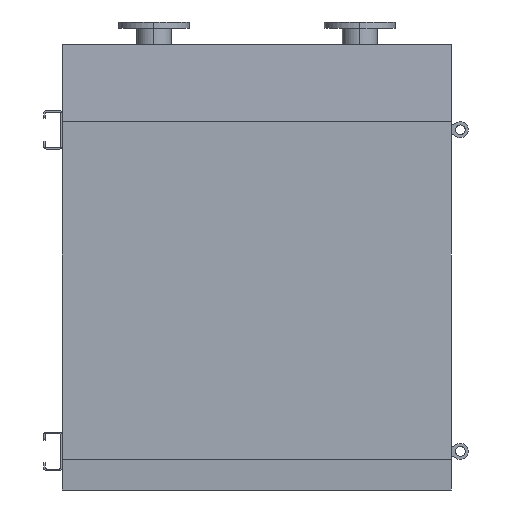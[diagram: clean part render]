
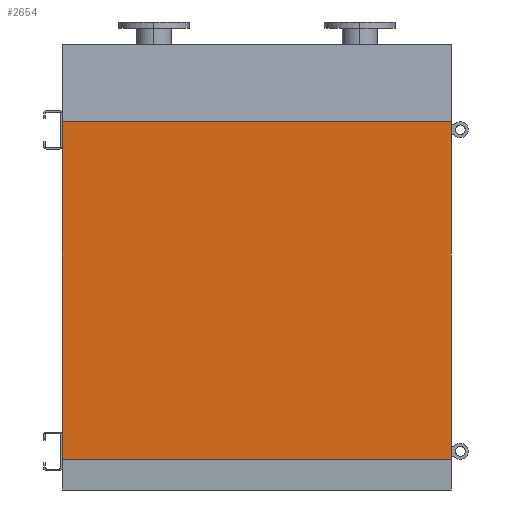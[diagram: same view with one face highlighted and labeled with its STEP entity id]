
A CAD part, front view. The second image highlights one B-rep face of the part: STEP entity #2654.
In plain terms, the highlighted planar face has unit normal (0, -1, 0).
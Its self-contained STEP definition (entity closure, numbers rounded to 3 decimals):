
#69 = EDGE_CURVE ( 'NONE', #2169, #4761, #2858, .T. ) ;
#241 = VERTEX_POINT ( 'NONE', #5670 ) ;
#388 = EDGE_LOOP ( 'NONE', ( #451, #6196, #3345, #3313 ) ) ;
#430 = CARTESIAN_POINT ( 'NONE',  ( -605., 0., -1050. ) ) ;
#451 = ORIENTED_EDGE ( 'NONE', *, *, #4151, .F. ) ;
#707 = LINE ( 'NONE', #1804, #1402 ) ;
#755 = CARTESIAN_POINT ( 'NONE',  ( -605., 0., -1050. ) ) ;
#912 = DIRECTION ( 'NONE',  ( 1., 0., 0. ) ) ;
#1027 = DIRECTION ( 'NONE',  ( 0., 0., 1. ) ) ;
#1076 = VECTOR ( 'NONE', #1027, 1000. ) ;
#1143 = CARTESIAN_POINT ( 'NONE',  ( 605., 0., -1050. ) ) ;
#1402 = VECTOR ( 'NONE', #3525, 1000. ) ;
#1679 = CARTESIAN_POINT ( 'NONE',  ( 605., 0., 0. ) ) ;
#1804 = CARTESIAN_POINT ( 'NONE',  ( -605., 0., 0. ) ) ;
#2078 = DIRECTION ( 'NONE',  ( 0., -1., 0. ) ) ;
#2169 = VERTEX_POINT ( 'NONE', #2416 ) ;
#2279 = DIRECTION ( 'NONE',  ( 0., 0., 1. ) ) ;
#2416 = CARTESIAN_POINT ( 'NONE',  ( 605., 0., -1050. ) ) ;
#2654 = ADVANCED_FACE ( 'NONE', ( #4349 ), #3834, .T. ) ;
#2661 = LINE ( 'NONE', #430, #4104 ) ;
#2858 = LINE ( 'NONE', #1143, #3808 ) ;
#3250 = CARTESIAN_POINT ( 'NONE',  ( -605., 0., -1050. ) ) ;
#3313 = ORIENTED_EDGE ( 'NONE', *, *, #69, .T. ) ;
#3345 = ORIENTED_EDGE ( 'NONE', *, *, #5156, .T. ) ;
#3525 = DIRECTION ( 'NONE',  ( 1., 0., 0. ) ) ;
#3808 = VECTOR ( 'NONE', #2279, 1000. ) ;
#3834 = PLANE ( 'NONE',  #6581 ) ;
#4104 = VECTOR ( 'NONE', #912, 1000. ) ;
#4151 = EDGE_CURVE ( 'NONE', #241, #4761, #707, .T. ) ;
#4349 = FACE_OUTER_BOUND ( 'NONE', #388, .T. ) ;
#4761 = VERTEX_POINT ( 'NONE', #1679 ) ;
#4941 = LINE ( 'NONE', #3250, #1076 ) ;
#5156 = EDGE_CURVE ( 'NONE', #5438, #2169, #2661, .T. ) ;
#5438 = VERTEX_POINT ( 'NONE', #755 ) ;
#5670 = CARTESIAN_POINT ( 'NONE',  ( -605., 0., 0. ) ) ;
#6049 = CARTESIAN_POINT ( 'NONE',  ( -605., 0., -1050. ) ) ;
#6196 = ORIENTED_EDGE ( 'NONE', *, *, #6536, .F. ) ;
#6487 = DIRECTION ( 'NONE',  ( 0., 0., -1. ) ) ;
#6536 = EDGE_CURVE ( 'NONE', #5438, #241, #4941, .T. ) ;
#6581 = AXIS2_PLACEMENT_3D ( 'NONE', #6049, #2078, #6487 ) ;
